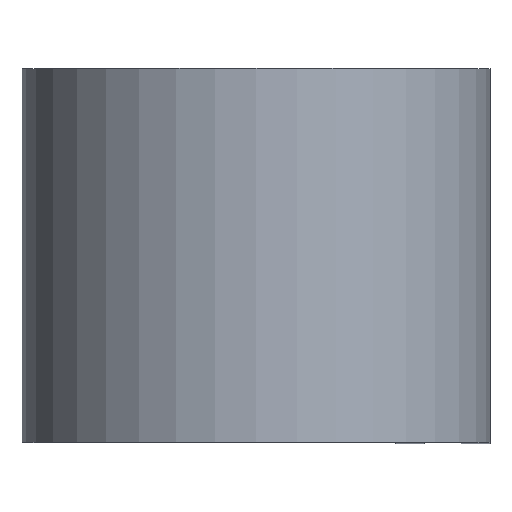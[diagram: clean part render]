
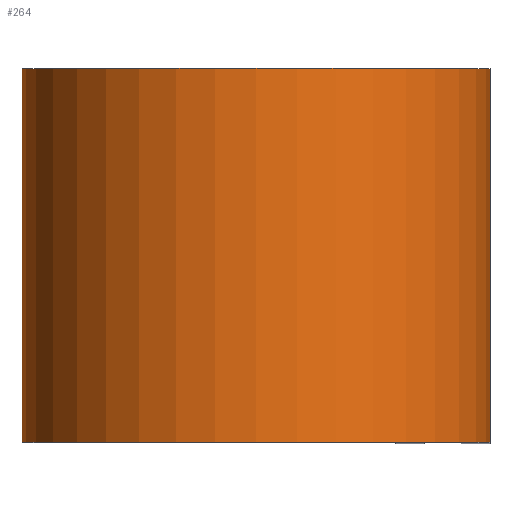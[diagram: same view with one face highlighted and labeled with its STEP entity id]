
A CAD part, top view. The second image highlights one B-rep face of the part: STEP entity #264.
In plain terms, the highlighted cylindrical face has radius 9.944 mm (diameter 19.888 mm), a partial arc.
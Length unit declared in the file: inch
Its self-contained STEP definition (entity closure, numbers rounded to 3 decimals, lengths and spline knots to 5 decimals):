
#4 = AXIS2_PLACEMENT_3D ( 'NONE', #223, #618, #474 ) ;
#25 = ORIENTED_EDGE ( 'NONE', *, *, #225, .F. ) ;
#47 = EDGE_CURVE ( 'NONE', #489, #324, #451, .T. ) ;
#92 = EDGE_CURVE ( 'NONE', #324, #249, #514, .T. ) ;
#128 = CARTESIAN_POINT ( 'NONE',  ( 0., 0.3125, -0.3915 ) ) ;
#131 = DIRECTION ( 'NONE',  ( 0., -1., 0. ) ) ;
#145 = DIRECTION ( 'NONE',  ( 0., 0., -1. ) ) ;
#158 = AXIS2_PLACEMENT_3D ( 'NONE', #463, #431, #564 ) ;
#186 = CARTESIAN_POINT ( 'NONE',  ( 0., 0.3125, -0.3915 ) ) ;
#193 = VERTEX_POINT ( 'NONE', #467 ) ;
#207 = CYLINDRICAL_SURFACE ( 'NONE', #631, 0.3915 ) ;
#210 = EDGE_CURVE ( 'NONE', #193, #249, #436, .T. ) ;
#223 = CARTESIAN_POINT ( 'NONE',  ( 0., 0.3125, 0. ) ) ;
#225 = EDGE_CURVE ( 'NONE', #489, #193, #577, .T. ) ;
#249 = VERTEX_POINT ( 'NONE', #561 ) ;
#264 = ADVANCED_FACE ( 'NONE', ( #524 ), #207, .T. ) ;
#301 = ORIENTED_EDGE ( 'NONE', *, *, #47, .T. ) ;
#324 = VERTEX_POINT ( 'NONE', #533 ) ;
#340 = ORIENTED_EDGE ( 'NONE', *, *, #92, .T. ) ;
#381 = DIRECTION ( 'NONE',  ( 0., -1., 0. ) ) ;
#431 = DIRECTION ( 'NONE',  ( 0., 1., 0. ) ) ;
#436 = LINE ( 'NONE', #494, #605 ) ;
#443 = ORIENTED_EDGE ( 'NONE', *, *, #210, .F. ) ;
#451 = LINE ( 'NONE', #128, #454 ) ;
#454 = VECTOR ( 'NONE', #131, 39.37008 ) ;
#463 = CARTESIAN_POINT ( 'NONE',  ( 0., -0.3125, 0. ) ) ;
#467 = CARTESIAN_POINT ( 'NONE',  ( 0.3915, 0.3125, 0. ) ) ;
#474 = DIRECTION ( 'NONE',  ( 1., 0., 0. ) ) ;
#489 = VERTEX_POINT ( 'NONE', #186 ) ;
#494 = CARTESIAN_POINT ( 'NONE',  ( 0.3915, 0.3125, 0. ) ) ;
#497 = DIRECTION ( 'NONE',  ( 0., -1., 0. ) ) ;
#514 = CIRCLE ( 'NONE', #158, 0.3915 ) ;
#524 = FACE_OUTER_BOUND ( 'NONE', #626, .T. ) ;
#533 = CARTESIAN_POINT ( 'NONE',  ( 0., -0.3125, -0.3915 ) ) ;
#549 = CARTESIAN_POINT ( 'NONE',  ( 0., 0.3125, 0. ) ) ;
#561 = CARTESIAN_POINT ( 'NONE',  ( 0.3915, -0.3125, 0. ) ) ;
#564 = DIRECTION ( 'NONE',  ( 1., 0., 0. ) ) ;
#577 = CIRCLE ( 'NONE', #4, 0.3915 ) ;
#605 = VECTOR ( 'NONE', #497, 39.37008 ) ;
#618 = DIRECTION ( 'NONE',  ( 0., 1., 0. ) ) ;
#626 = EDGE_LOOP ( 'NONE', ( #340, #443, #25, #301 ) ) ;
#631 = AXIS2_PLACEMENT_3D ( 'NONE', #549, #381, #145 ) ;
